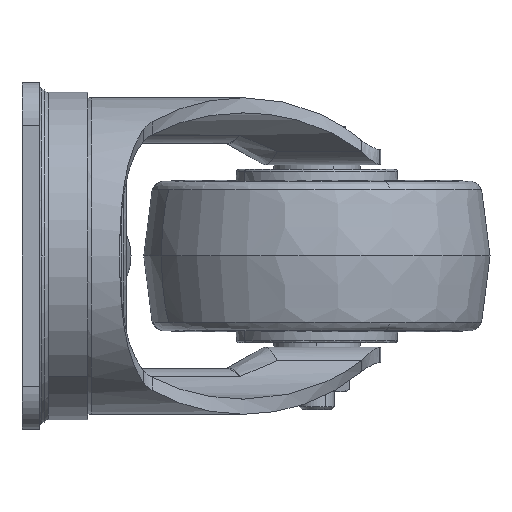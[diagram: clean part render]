
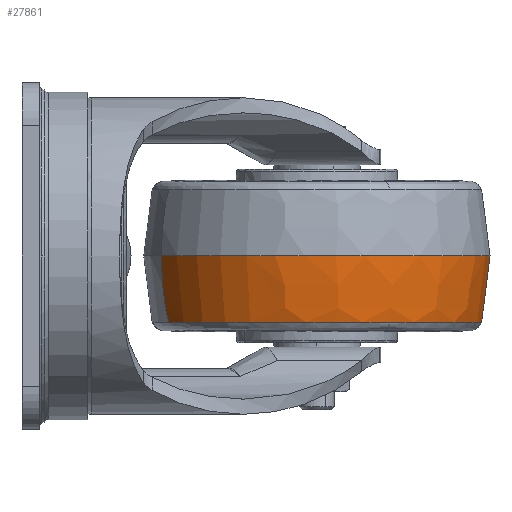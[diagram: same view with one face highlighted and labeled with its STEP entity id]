
A CAD part, left-side view. The second image highlights one B-rep face of the part: STEP entity #27861.
In plain terms, the highlighted free-form (B-spline) face has degree [3, 3] with [4, 4] control points.
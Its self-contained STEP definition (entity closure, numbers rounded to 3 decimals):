
#275 =( BOUNDED_SURFACE ( )  B_SPLINE_SURFACE ( 3, 3, ( 
 ( #4543, #21713, #38666, #50707 ),
 ( #38113, #43176, #43446, #33820 ),
 ( #54952, #12724, #47625, #42613 ),
 ( #47354, #55244, #16388, #8753 ) ),
 .UNSPECIFIED., .F., .F., .F. ) 
 B_SPLINE_SURFACE_WITH_KNOTS ( ( 4, 4 ),
 ( 4, 4 ),
 ( 0., 1. ),
 ( 0., 1. ),
 .UNSPECIFIED. ) 
 GEOMETRIC_REPRESENTATION_ITEM ( )  RATIONAL_B_SPLINE_SURFACE ( (
 ( 0.984, 0.328, 0.328, 0.984),
 ( 0.808, 0.269, 0.269, 0.808),
 ( 0.719, 0.24, 0.24, 0.719),
 ( 0.72, 0.24, 0.24, 0.72) ) ) 
 REPRESENTATION_ITEM ( '' )  SURFACE ( )  );
#1747 = CARTESIAN_POINT ( 'NONE',  ( 22.792, -32.912, -12.426 ) ) ;
#2633 = ORIENTED_EDGE ( 'NONE', *, *, #46838, .T. ) ;
#2810 = DIRECTION ( 'NONE',  ( -0.44, 0.898, 0. ) ) ;
#3036 = VERTEX_POINT ( 'NONE', #4294 ) ;
#3665 = CARTESIAN_POINT ( 'NONE',  ( 40., -68., -15.292 ) ) ;
#4028 = EDGE_CURVE ( 'NONE', #47189, #18470, #36041, .T. ) ;
#4294 = CARTESIAN_POINT ( 'NONE',  ( 22.387, -32.087, 0. ) ) ;
#4543 = CARTESIAN_POINT ( 'NONE',  ( 23.243, -33.831, -15.292 ) ) ;
#4746 = ORIENTED_EDGE ( 'NONE', *, *, #4028, .T. ) ;
#8192 = ORIENTED_EDGE ( 'NONE', *, *, #50378, .F. ) ;
#8753 = CARTESIAN_POINT ( 'NONE',  ( 57.613, -103.914, 0. ) ) ;
#11318 = CARTESIAN_POINT ( 'NONE',  ( 23.243, -33.831, -15.292 ) ) ;
#11464 = AXIS2_PLACEMENT_3D ( 'NONE', #38124, #11617, #33002 ) ;
#11617 = DIRECTION ( 'NONE',  ( 0., 0., -1. ) ) ;
#12724 = CARTESIAN_POINT ( 'NONE',  ( -49.113, -67.315, -6.975 ) ) ;
#16388 = CARTESIAN_POINT ( 'NONE',  ( -14.214, -139.139, 0. ) ) ;
#17885 = CIRCLE ( 'NONE', #49313, 38.057 ) ;
#18470 = VERTEX_POINT ( 'NONE', #40711 ) ;
#19682 =( BOUNDED_CURVE ( )  B_SPLINE_CURVE ( 3, ( #11318, #1747, #40089, #44326 ),
 .UNSPECIFIED., .F., .F. ) 
 B_SPLINE_CURVE_WITH_KNOTS ( ( 4, 4 ),
 ( 0., 1. ),
 .UNSPECIFIED. ) 
 CURVE ( )  GEOMETRIC_REPRESENTATION_ITEM ( )  RATIONAL_B_SPLINE_CURVE ( ( 0.984, 0.808, 0.719, 0.72 ) ) 
 REPRESENTATION_ITEM ( '' )  );
#20737 = EDGE_CURVE ( 'NONE', #35128, #3036, #19682, .T. ) ;
#21713 = CARTESIAN_POINT ( 'NONE',  ( -45.096, -67.346, -15.292 ) ) ;
#22700 = CIRCLE ( 'NONE', #54153, 38.057 ) ;
#23993 = FACE_OUTER_BOUND ( 'NONE', #55287, .T. ) ;
#25322 = DIRECTION ( 'NONE',  ( 0., 0., -1. ) ) ;
#27168 = CARTESIAN_POINT ( 'NONE',  ( 57.548, -103.782, -6.975 ) ) ;
#27861 = ADVANCED_FACE ( 'NONE', ( #23993 ), #275, .F. ) ;
#28658 = CARTESIAN_POINT ( 'NONE',  ( 40., -68., -15.292 ) ) ;
#28930 = DIRECTION ( 'NONE',  ( 0., 0., -1. ) ) ;
#31682 = ORIENTED_EDGE ( 'NONE', *, *, #20737, .F. ) ;
#33002 = DIRECTION ( 'NONE',  ( -0.44, 0.898, 0. ) ) ;
#33820 = CARTESIAN_POINT ( 'NONE',  ( 57.208, -103.088, -12.426 ) ) ;
#33867 = CARTESIAN_POINT ( 'NONE',  ( 23.243, -33.831, -15.292 ) ) ;
#35128 = VERTEX_POINT ( 'NONE', #33867 ) ;
#35640 = CARTESIAN_POINT ( 'NONE',  ( 57.613, -103.914, 0. ) ) ;
#36041 =( BOUNDED_CURVE ( )  B_SPLINE_CURVE ( 3, ( #39349, #44401, #27168, #35640 ),
 .UNSPECIFIED., .F., .F. ) 
 B_SPLINE_CURVE_WITH_KNOTS ( ( 4, 4 ),
 ( 0., 1. ),
 .UNSPECIFIED. ) 
 CURVE ( )  GEOMETRIC_REPRESENTATION_ITEM ( )  RATIONAL_B_SPLINE_CURVE ( ( 0.984, 0.808, 0.719, 0.72 ) ) 
 REPRESENTATION_ITEM ( '' )  );
#36646 = VERTEX_POINT ( 'NONE', #40226 ) ;
#38113 = CARTESIAN_POINT ( 'NONE',  ( 22.792, -32.912, -12.426 ) ) ;
#38124 = CARTESIAN_POINT ( 'NONE',  ( 40., -68., 0. ) ) ;
#38666 = CARTESIAN_POINT ( 'NONE',  ( -11.581, -135.684, -15.292 ) ) ;
#39349 = CARTESIAN_POINT ( 'NONE',  ( 56.757, -102.169, -15.292 ) ) ;
#40089 = CARTESIAN_POINT ( 'NONE',  ( 22.452, -32.218, -6.975 ) ) ;
#40226 = CARTESIAN_POINT ( 'NONE',  ( 5.831, -84.758, -15.292 ) ) ;
#40711 = CARTESIAN_POINT ( 'NONE',  ( 57.613, -103.914, 0. ) ) ;
#41149 = CIRCLE ( 'NONE', #11464, 40. ) ;
#42613 = CARTESIAN_POINT ( 'NONE',  ( 57.548, -103.782, -6.975 ) ) ;
#43176 = CARTESIAN_POINT ( 'NONE',  ( -47.383, -67.328, -12.426 ) ) ;
#43446 = CARTESIAN_POINT ( 'NONE',  ( -12.968, -137.504, -12.426 ) ) ;
#44326 = CARTESIAN_POINT ( 'NONE',  ( 22.387, -32.087, 0. ) ) ;
#44401 = CARTESIAN_POINT ( 'NONE',  ( 57.208, -103.088, -12.426 ) ) ;
#46838 = EDGE_CURVE ( 'NONE', #18470, #3036, #41149, .T. ) ;
#47189 = VERTEX_POINT ( 'NONE', #55194 ) ;
#47354 = CARTESIAN_POINT ( 'NONE',  ( 22.387, -32.087, 0. ) ) ;
#47453 = ORIENTED_EDGE ( 'NONE', *, *, #55245, .F. ) ;
#47625 = CARTESIAN_POINT ( 'NONE',  ( -14.016, -138.879, -6.975 ) ) ;
#49313 = AXIS2_PLACEMENT_3D ( 'NONE', #3665, #25322, #2810 ) ;
#50315 = DIRECTION ( 'NONE',  ( -0.44, 0.898, 0. ) ) ;
#50378 = EDGE_CURVE ( 'NONE', #36646, #35128, #17885, .T. ) ;
#50707 = CARTESIAN_POINT ( 'NONE',  ( 56.757, -102.169, -15.292 ) ) ;
#54153 = AXIS2_PLACEMENT_3D ( 'NONE', #28658, #28930, #50315 ) ;
#54952 = CARTESIAN_POINT ( 'NONE',  ( 22.452, -32.218, -6.975 ) ) ;
#55194 = CARTESIAN_POINT ( 'NONE',  ( 56.757, -102.169, -15.292 ) ) ;
#55244 = CARTESIAN_POINT ( 'NONE',  ( -49.44, -67.312, 0. ) ) ;
#55245 = EDGE_CURVE ( 'NONE', #47189, #36646, #22700, .T. ) ;
#55287 = EDGE_LOOP ( 'NONE', ( #47453, #4746, #2633, #31682, #8192 ) ) ;
